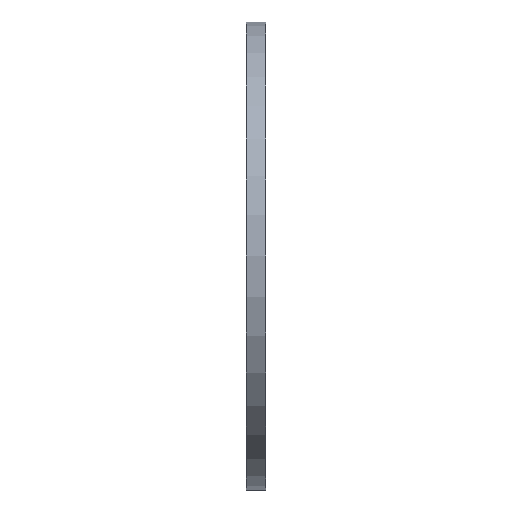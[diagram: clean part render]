
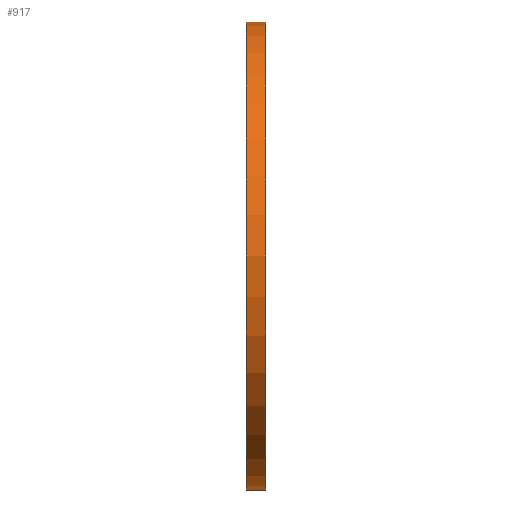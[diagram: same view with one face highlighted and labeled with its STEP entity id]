
A CAD part, left-side view. The second image highlights one B-rep face of the part: STEP entity #917.
In plain terms, the highlighted cylindrical face has radius 37.846 mm (diameter 75.692 mm), a partial arc.
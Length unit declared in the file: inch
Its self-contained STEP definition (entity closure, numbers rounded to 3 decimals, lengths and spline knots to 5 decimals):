
#1 = VECTOR ( 'NONE', #3642, 39.37008 ) ;
#319 = CARTESIAN_POINT ( 'NONE',  ( 0., 0., -1.49 ) ) ;
#453 = DIRECTION ( 'NONE',  ( 0., 0., -1. ) ) ;
#592 = AXIS2_PLACEMENT_3D ( 'NONE', #4043, #1340, #453 ) ;
#824 = EDGE_CURVE ( 'NONE', #4448, #3451, #2280, .T. ) ;
#917 = ADVANCED_FACE ( 'NONE', ( #1835 ), #2281, .T. ) ;
#941 = LINE ( 'NONE', #2137, #1 ) ;
#1087 = CARTESIAN_POINT ( 'NONE',  ( 0., 0., 1.49 ) ) ;
#1161 = ORIENTED_EDGE ( 'NONE', *, *, #5196, .T. ) ;
#1310 = DIRECTION ( 'NONE',  ( 0., 1., 0. ) ) ;
#1340 = DIRECTION ( 'NONE',  ( 0., -1., 0. ) ) ;
#1634 = LINE ( 'NONE', #4811, #4616 ) ;
#1835 = FACE_OUTER_BOUND ( 'NONE', #5053, .T. ) ;
#2126 = DIRECTION ( 'NONE',  ( 0., 1., 0. ) ) ;
#2137 = CARTESIAN_POINT ( 'NONE',  ( 0., 0.125, -1.49 ) ) ;
#2170 = VERTEX_POINT ( 'NONE', #4208 ) ;
#2231 = AXIS2_PLACEMENT_3D ( 'NONE', #3957, #2126, #4305 ) ;
#2280 = CIRCLE ( 'NONE', #3760, 1.49 ) ;
#2281 = CYLINDRICAL_SURFACE ( 'NONE', #592, 1.49 ) ;
#3087 = DIRECTION ( 'NONE',  ( 0., 0., 1. ) ) ;
#3451 = VERTEX_POINT ( 'NONE', #1087 ) ;
#3642 = DIRECTION ( 'NONE',  ( 0., -1., 0. ) ) ;
#3760 = AXIS2_PLACEMENT_3D ( 'NONE', #3841, #1310, #3087 ) ;
#3841 = CARTESIAN_POINT ( 'NONE',  ( 0., 0., 0. ) ) ;
#3957 = CARTESIAN_POINT ( 'NONE',  ( 0., 0.125, 0. ) ) ;
#4043 = CARTESIAN_POINT ( 'NONE',  ( 0., 0.125, 0. ) ) ;
#4208 = CARTESIAN_POINT ( 'NONE',  ( 0., 0.125, 1.49 ) ) ;
#4305 = DIRECTION ( 'NONE',  ( 0., 0., 1. ) ) ;
#4368 = DIRECTION ( 'NONE',  ( 0., -1., 0. ) ) ;
#4448 = VERTEX_POINT ( 'NONE', #319 ) ;
#4493 = ORIENTED_EDGE ( 'NONE', *, *, #5502, .F. ) ;
#4554 = ORIENTED_EDGE ( 'NONE', *, *, #4762, .F. ) ;
#4616 = VECTOR ( 'NONE', #4368, 39.37008 ) ;
#4654 = CIRCLE ( 'NONE', #2231, 1.49 ) ;
#4762 = EDGE_CURVE ( 'NONE', #2170, #3451, #1634, .T. ) ;
#4811 = CARTESIAN_POINT ( 'NONE',  ( 0., 0.125, 1.49 ) ) ;
#5053 = EDGE_LOOP ( 'NONE', ( #4554, #4493, #1161, #5251 ) ) ;
#5196 = EDGE_CURVE ( 'NONE', #5622, #4448, #941, .T. ) ;
#5251 = ORIENTED_EDGE ( 'NONE', *, *, #824, .T. ) ;
#5359 = CARTESIAN_POINT ( 'NONE',  ( 0., 0.125, -1.49 ) ) ;
#5502 = EDGE_CURVE ( 'NONE', #5622, #2170, #4654, .T. ) ;
#5622 = VERTEX_POINT ( 'NONE', #5359 ) ;
